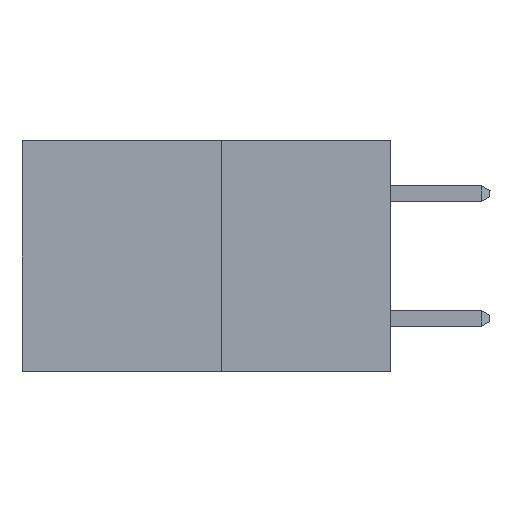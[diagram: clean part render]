
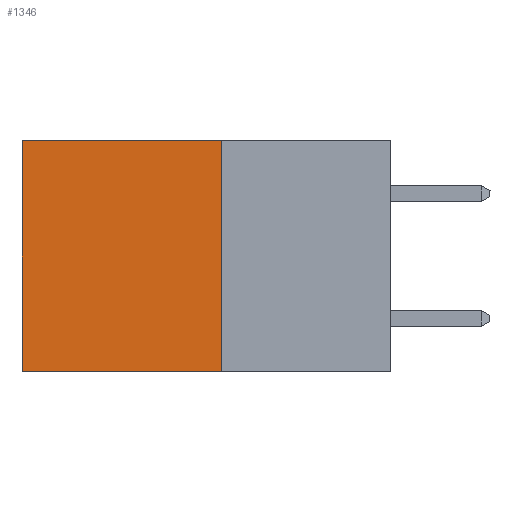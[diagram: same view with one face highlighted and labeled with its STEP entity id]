
A CAD part, left-side view. The second image highlights one B-rep face of the part: STEP entity #1346.
In plain terms, the highlighted planar face has unit normal (-1, 0, 0).
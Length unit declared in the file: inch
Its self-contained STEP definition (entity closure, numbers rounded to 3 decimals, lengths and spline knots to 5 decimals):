
#134 = DIRECTION ( 'NONE',  ( 0., 0., -1. ) ) ;
#327 = VECTOR ( 'NONE', #134, 39.37008 ) ;
#480 = CARTESIAN_POINT ( 'NONE',  ( 0.277, 0.59, 0. ) ) ;
#716 = CARTESIAN_POINT ( 'NONE',  ( 0.277, 0.27, -0.37 ) ) ;
#1346 = ADVANCED_FACE ( 'NONE', ( #7190 ), #2361, .F. ) ;
#1469 = AXIS2_PLACEMENT_3D ( 'NONE', #716, #8034, #12887 ) ;
#1917 = EDGE_CURVE ( 'NONE', #8973, #12217, #15100, .T. ) ;
#2107 = DIRECTION ( 'NONE',  ( 0., 1., 0. ) ) ;
#2361 = PLANE ( 'NONE',  #1469 ) ;
#2889 = ORIENTED_EDGE ( 'NONE', *, *, #6261, .T. ) ;
#3158 = EDGE_CURVE ( 'NONE', #9777, #8973, #3699, .T. ) ;
#3537 = CARTESIAN_POINT ( 'NONE',  ( 0.277, 0.27, -0.37 ) ) ;
#3699 = LINE ( 'NONE', #11847, #10549 ) ;
#4379 = VECTOR ( 'NONE', #2107, 39.37008 ) ;
#6261 = EDGE_CURVE ( 'NONE', #9777, #14306, #16710, .T. ) ;
#6522 = ORIENTED_EDGE ( 'NONE', *, *, #13968, .T. ) ;
#6734 = ORIENTED_EDGE ( 'NONE', *, *, #3158, .F. ) ;
#7190 = FACE_OUTER_BOUND ( 'NONE', #14715, .T. ) ;
#7264 = DIRECTION ( 'NONE',  ( 0., 1., 0. ) ) ;
#7276 = CARTESIAN_POINT ( 'NONE',  ( 0.277, 0.27, 0. ) ) ;
#8034 = DIRECTION ( 'NONE',  ( 1., 0., 0. ) ) ;
#8973 = VERTEX_POINT ( 'NONE', #3537 ) ;
#9089 = ORIENTED_EDGE ( 'NONE', *, *, #1917, .F. ) ;
#9121 = CARTESIAN_POINT ( 'NONE',  ( 0.277, 0.27, 0. ) ) ;
#9708 = CARTESIAN_POINT ( 'NONE',  ( 0.277, 0.59, -0.37 ) ) ;
#9760 = VECTOR ( 'NONE', #7264, 39.37008 ) ;
#9777 = VERTEX_POINT ( 'NONE', #9121 ) ;
#10549 = VECTOR ( 'NONE', #12041, 39.37008 ) ;
#10835 = LINE ( 'NONE', #9708, #327 ) ;
#11847 = CARTESIAN_POINT ( 'NONE',  ( 0.277, 0.27, -0.37 ) ) ;
#12041 = DIRECTION ( 'NONE',  ( 0., 0., -1. ) ) ;
#12217 = VERTEX_POINT ( 'NONE', #15404 ) ;
#12887 = DIRECTION ( 'NONE',  ( 0., 0., -1. ) ) ;
#13968 = EDGE_CURVE ( 'NONE', #14306, #12217, #10835, .T. ) ;
#14306 = VERTEX_POINT ( 'NONE', #480 ) ;
#14671 = CARTESIAN_POINT ( 'NONE',  ( 0.277, 0.27, -0.37 ) ) ;
#14715 = EDGE_LOOP ( 'NONE', ( #6522, #9089, #6734, #2889 ) ) ;
#15100 = LINE ( 'NONE', #14671, #4379 ) ;
#15404 = CARTESIAN_POINT ( 'NONE',  ( 0.277, 0.59, -0.37 ) ) ;
#16710 = LINE ( 'NONE', #7276, #9760 ) ;
